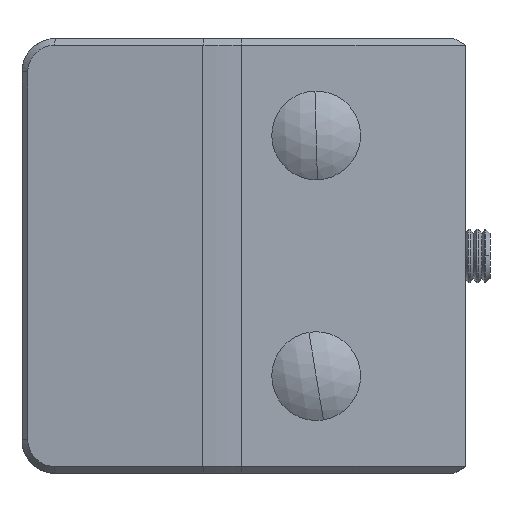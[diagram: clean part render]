
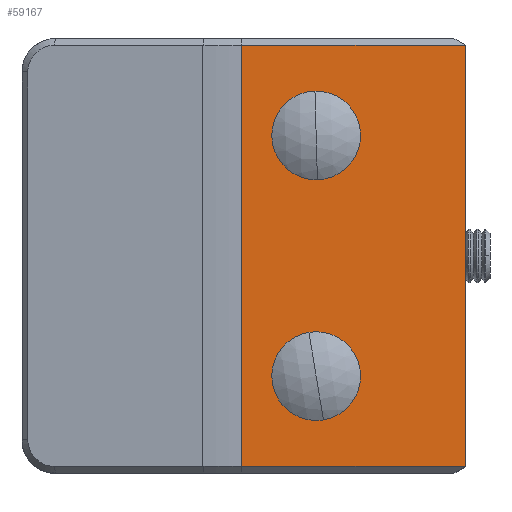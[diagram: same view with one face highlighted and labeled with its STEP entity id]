
A CAD part, top view. The second image highlights one B-rep face of the part: STEP entity #59167.
In plain terms, the highlighted face is planar.
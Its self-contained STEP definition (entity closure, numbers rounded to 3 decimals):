
#267 = VERTEX_POINT ( 'NONE', #69625 ) ;
#774 = DIRECTION ( 'NONE',  ( -1., 0., 0. ) ) ;
#1956 = ORIENTED_EDGE ( 'NONE', *, *, #33322, .T. ) ;
#3501 = CARTESIAN_POINT ( 'NONE',  ( 0., -31.5, -9.998 ) ) ;
#4413 = CIRCLE ( 'NONE', #41011, 6.1 ) ;
#4711 = DIRECTION ( 'NONE',  ( -1., 0., 0. ) ) ;
#4894 = EDGE_CURVE ( 'NONE', #267, #67165, #18889, .T. ) ;
#7379 = DIRECTION ( 'NONE',  ( 0., 0., -1. ) ) ;
#7847 = AXIS2_PLACEMENT_3D ( 'NONE', #57446, #7379, #23960 ) ;
#8002 = VECTOR ( 'NONE', #41688, 1000. ) ;
#8436 = CARTESIAN_POINT ( 'NONE',  ( 0., 31.5, -9.998 ) ) ;
#9077 = CARTESIAN_POINT ( 'NONE',  ( -22.141, -31.5, -9.998 ) ) ;
#14329 = EDGE_CURVE ( 'NONE', #67165, #14652, #23137, .T. ) ;
#14390 = DIRECTION ( 'NONE',  ( 0., -1., 0. ) ) ;
#14652 = VERTEX_POINT ( 'NONE', #68749 ) ;
#14750 = ORIENTED_EDGE ( 'NONE', *, *, #42633, .F. ) ;
#18889 = LINE ( 'NONE', #8436, #40671 ) ;
#19492 = ORIENTED_EDGE ( 'NONE', *, *, #14329, .T. ) ;
#19918 = FACE_BOUND ( 'NONE', #65428, .T. ) ;
#20768 = DIRECTION ( 'NONE',  ( -1., 0., 0. ) ) ;
#20907 = EDGE_CURVE ( 'NONE', #56103, #52392, #27663, .T. ) ;
#21152 = LINE ( 'NONE', #3501, #27228 ) ;
#23137 = LINE ( 'NONE', #53708, #55503 ) ;
#23960 = DIRECTION ( 'NONE',  ( -1., 0., 0. ) ) ;
#24641 = CARTESIAN_POINT ( 'NONE',  ( 11.307, 31.5, -9.998 ) ) ;
#26627 = CARTESIAN_POINT ( 'NONE',  ( -11., -18., -9.998 ) ) ;
#27228 = VECTOR ( 'NONE', #54536, 1000. ) ;
#27663 = CIRCLE ( 'NONE', #7847, 6.1 ) ;
#28053 = CIRCLE ( 'NONE', #33523, 6.1 ) ;
#29024 = EDGE_LOOP ( 'NONE', ( #70579, #38254 ) ) ;
#31230 = ORIENTED_EDGE ( 'NONE', *, *, #55468, .F. ) ;
#32075 = EDGE_CURVE ( 'NONE', #52392, #56103, #58046, .T. ) ;
#32449 = CARTESIAN_POINT ( 'NONE',  ( 0., 32.5, -9.998 ) ) ;
#33322 = EDGE_CURVE ( 'NONE', #14652, #70482, #21152, .T. ) ;
#33523 = AXIS2_PLACEMENT_3D ( 'NONE', #26627, #48626, #20768 ) ;
#33534 = EDGE_CURVE ( 'NONE', #267, #70482, #39396, .T. ) ;
#34117 = CARTESIAN_POINT ( 'NONE',  ( -11., 18., -9.998 ) ) ;
#38254 = ORIENTED_EDGE ( 'NONE', *, *, #20907, .F. ) ;
#39396 = LINE ( 'NONE', #48063, #8002 ) ;
#40427 = ORIENTED_EDGE ( 'NONE', *, *, #33534, .F. ) ;
#40671 = VECTOR ( 'NONE', #58730, 1000. ) ;
#41011 = AXIS2_PLACEMENT_3D ( 'NONE', #71542, #66447, #4711 ) ;
#41688 = DIRECTION ( 'NONE',  ( 0., -1., 0. ) ) ;
#41720 = FACE_BOUND ( 'NONE', #29024, .T. ) ;
#42251 = CARTESIAN_POINT ( 'NONE',  ( -17.1, 18., -9.998 ) ) ;
#42633 = EDGE_CURVE ( 'NONE', #57477, #63450, #28053, .T. ) ;
#46925 = AXIS2_PLACEMENT_3D ( 'NONE', #32449, #66453, #71546 ) ;
#48063 = CARTESIAN_POINT ( 'NONE',  ( -22.141, 32.5, -9.998 ) ) ;
#48626 = DIRECTION ( 'NONE',  ( 0., 0., -1. ) ) ;
#49597 = PLANE ( 'NONE',  #46925 ) ;
#50511 = FACE_OUTER_BOUND ( 'NONE', #59092, .T. ) ;
#51772 = DIRECTION ( 'NONE',  ( 0., 0., -1. ) ) ;
#52392 = VERTEX_POINT ( 'NONE', #42251 ) ;
#53708 = CARTESIAN_POINT ( 'NONE',  ( 11.307, -32.501, -9.998 ) ) ;
#54536 = DIRECTION ( 'NONE',  ( -1., 0., 0. ) ) ;
#55468 = EDGE_CURVE ( 'NONE', #63450, #57477, #4413, .T. ) ;
#55503 = VECTOR ( 'NONE', #14390, 1000. ) ;
#56103 = VERTEX_POINT ( 'NONE', #71162 ) ;
#57190 = ORIENTED_EDGE ( 'NONE', *, *, #4894, .T. ) ;
#57194 = CARTESIAN_POINT ( 'NONE',  ( -4.9, -18., -9.998 ) ) ;
#57446 = CARTESIAN_POINT ( 'NONE',  ( -11., 18., -9.998 ) ) ;
#57477 = VERTEX_POINT ( 'NONE', #57194 ) ;
#58046 = CIRCLE ( 'NONE', #68874, 6.1 ) ;
#58730 = DIRECTION ( 'NONE',  ( 1., 0., 0. ) ) ;
#59092 = EDGE_LOOP ( 'NONE', ( #57190, #19492, #1956, #40427 ) ) ;
#59167 = ADVANCED_FACE ( 'NONE', ( #41720, #19918, #50511 ), #49597, .F. ) ;
#63281 = CARTESIAN_POINT ( 'NONE',  ( -17.1, -18., -9.998 ) ) ;
#63450 = VERTEX_POINT ( 'NONE', #63281 ) ;
#65428 = EDGE_LOOP ( 'NONE', ( #31230, #14750 ) ) ;
#66447 = DIRECTION ( 'NONE',  ( 0., 0., -1. ) ) ;
#66453 = DIRECTION ( 'NONE',  ( 0., 0., 1. ) ) ;
#67165 = VERTEX_POINT ( 'NONE', #24641 ) ;
#68749 = CARTESIAN_POINT ( 'NONE',  ( 11.307, -31.5, -9.998 ) ) ;
#68874 = AXIS2_PLACEMENT_3D ( 'NONE', #34117, #51772, #774 ) ;
#69625 = CARTESIAN_POINT ( 'NONE',  ( -22.141, 31.5, -9.998 ) ) ;
#70482 = VERTEX_POINT ( 'NONE', #9077 ) ;
#70579 = ORIENTED_EDGE ( 'NONE', *, *, #32075, .F. ) ;
#71162 = CARTESIAN_POINT ( 'NONE',  ( -4.9, 18., -9.998 ) ) ;
#71542 = CARTESIAN_POINT ( 'NONE',  ( -11., -18., -9.998 ) ) ;
#71546 = DIRECTION ( 'NONE',  ( 1., 0., 0. ) ) ;
